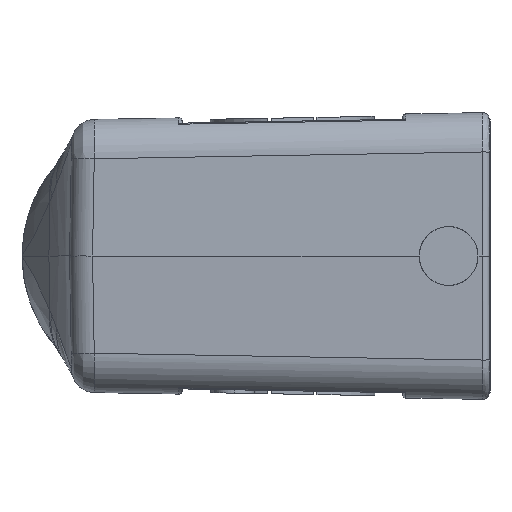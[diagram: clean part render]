
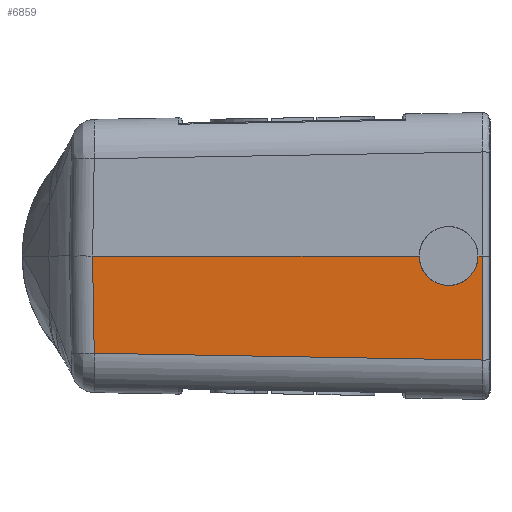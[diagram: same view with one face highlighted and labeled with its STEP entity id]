
A CAD part, left-side view. The second image highlights one B-rep face of the part: STEP entity #6859.
In plain terms, the highlighted planar face has unit normal (-1, 0.018, -0.017).
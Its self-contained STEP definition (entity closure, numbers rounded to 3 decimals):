
#31=DIRECTION('',(-0.017,0.017,1.));
#32=VECTOR('',#31,14.577);
#33=CARTESIAN_POINT('',(-45.462,129.207,-14.572));
#34=LINE('',#33,#32);
#44=CARTESIAN_POINT('',(-46.567,76.1,-4.4));
#45=CARTESIAN_POINT('',(-46.554,76.833,-4.4));
#46=CARTESIAN_POINT('',(-46.539,77.982,-4.082));
#47=CARTESIAN_POINT('',(-46.533,79.276,-3.176));
#48=CARTESIAN_POINT('',(-46.539,80.182,-1.882));
#49=CARTESIAN_POINT('',(-46.554,80.5,-0.733));
#50=CARTESIAN_POINT('',(-46.567,80.5,0.));
#52=CARTESIAN_POINT('',(-46.72,71.7,0.));
#53=CARTESIAN_POINT('',(-46.708,71.7,-0.733));
#54=CARTESIAN_POINT('',(-46.682,72.018,-1.882));
#55=CARTESIAN_POINT('',(-46.644,72.924,-3.176));
#56=CARTESIAN_POINT('',(-46.605,74.218,-4.082));
#57=CARTESIAN_POINT('',(-46.58,75.367,-4.4));
#58=CARTESIAN_POINT('',(-46.567,76.1,-4.4));
#60=DIRECTION('',(0.017,1.,0.));
#61=VECTOR('',#60,0.683);
#62=CARTESIAN_POINT('',(-46.732,71.017,
0.));
#63=LINE('',#62,#61);
#64=DIRECTION('',(0.017,0.,-1.));
#65=VECTOR('',#64,15.59);
#66=CARTESIAN_POINT('',(-46.732,71.017,
0.));
#67=LINE('',#66,#65);
#68=DIRECTION('',(0.017,1.,0.));
#69=VECTOR('',#68,48.969);
#70=CARTESIAN_POINT('',(-46.567,80.5,0.));
#71=LINE('',#70,#69);
#4063=CARTESIAN_POINT('',(-45.462,129.207,
-14.572));
#4078=DIRECTION('',(-0.017,-1.,-0.017));
#4079=VECTOR('',#4078,58.207);
#4080=CARTESIAN_POINT('',(-45.462,129.207,
-14.572));
#4081=LINE('',#4080,#4079);
#4082=CARTESIAN_POINT('',(-46.46,71.017,
-15.588));
#5610=VERTEX_POINT('',#4063);
#5611=CARTESIAN_POINT('',(-45.712,129.462,
0.));
#5612=VERTEX_POINT('',#5611);
#5705=CARTESIAN_POINT('',(-46.732,71.017,
0.));
#5706=VERTEX_POINT('',#5705);
#5712=VERTEX_POINT('',#4082);
#6746=CARTESIAN_POINT('',(-46.567,76.1,-4.4));
#6747=VERTEX_POINT('',#6746);
#6750=VERTEX_POINT('',#50);
#6751=VERTEX_POINT('',#52);
#6839=CARTESIAN_POINT('',(-46.792,70.,2.412));
#6840=DIRECTION('',(-1.,0.017,-0.017));
#6841=DIRECTION('',(-0.017,0.,1.));
#6842=AXIS2_PLACEMENT_3D('',#6839,#6840,#6841);
#6843=PLANE('',#6842);
#6845=ORIENTED_EDGE('',*,*,#6844,.F.);
#6847=ORIENTED_EDGE('',*,*,#6846,.F.);
#6849=ORIENTED_EDGE('',*,*,#6848,.F.);
#6851=ORIENTED_EDGE('',*,*,#6850,.T.);
#6853=ORIENTED_EDGE('',*,*,#6852,.F.);
#6854=ORIENTED_EDGE('',*,*,#6829,.T.);
#6856=ORIENTED_EDGE('',*,*,#6855,.F.);
#6857=EDGE_LOOP('',(#6845,#6847,#6849,#6851,#6853,#6854,#6856));
#6858=FACE_OUTER_BOUND('',#6857,.F.);
#51=B_SPLINE_CURVE_WITH_KNOTS('',3,(#44,#45,#46,#47,#48,#49,#50),.UNSPECIFIED.,
.F.,.F.,(4,1,1,1,4),(0.,0.25,0.5,0.75,1.),.UNSPECIFIED.);
#59=B_SPLINE_CURVE_WITH_KNOTS('',3,(#52,#53,#54,#55,#56,#57,#58),.UNSPECIFIED.,
.F.,.F.,(4,1,1,1,4),(0.,0.25,0.5,0.75,1.),.UNSPECIFIED.);
#6829=EDGE_CURVE('',#5610,#5612,#34,.T.);
#6844=EDGE_CURVE('',#6747,#6750,#51,.T.);
#6846=EDGE_CURVE('',#6751,#6747,#59,.T.);
#6848=EDGE_CURVE('',#5706,#6751,#63,.T.);
#6850=EDGE_CURVE('',#5706,#5712,#67,.T.);
#6852=EDGE_CURVE('',#5610,#5712,#4081,.T.);
#6855=EDGE_CURVE('',#6750,#5612,#71,.T.);
#6859=ADVANCED_FACE('',(#6858),#6843,.T.);
